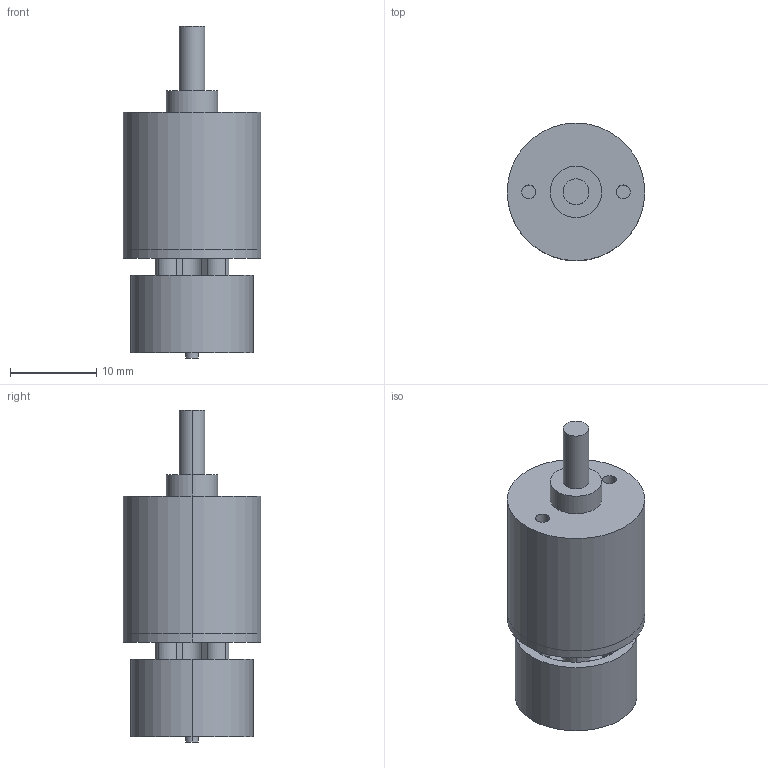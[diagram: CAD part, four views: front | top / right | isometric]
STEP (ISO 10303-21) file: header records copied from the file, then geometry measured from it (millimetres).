
FILE_DESCRIPTION((' '),'2;1');
FILE_NAME( 'munchousendrive_1b_good_copy.stp', '2025-12-10T14:50:48', (' '), ('--- Datakit www.datakit.com---'), ' Datakit CrossCadWare V2023.3 Jun 27 2023', 'Mastercam 2024', ' ');
FILE_SCHEMA(('AUTOMOTIVE_DESIGN { 1 0 10303 214 1 1 1 1 }'));
Length unit declared in the file: inch
Products named in the file (1): munchousendrive_1b_good_copy
Bounding box: 16 x 16 x 38.59 mm (x, y, z)
Volume: 4292.8 mm3; surface area: 3382.5 mm2
Topology: 7 solids, 7 shells, 77 faces, 303 edges, 317 vertices
Faces by surface type: cylinder 54, plane 23
Entity records: 3346 total; most frequent: DIRECTION 640, CARTESIAN_POINT 505, ORIENTED_EDGE 372, AXIS2_PLACEMENT_3D 259, EDGE_CURVE 186, CIRCLE 181, VERTEX_POINT 124, VECTOR 122
